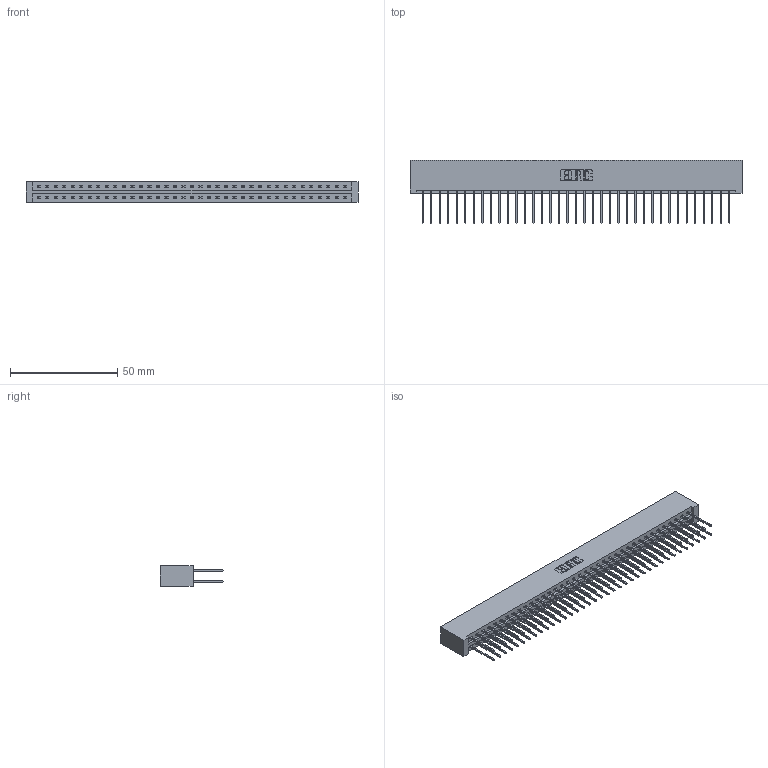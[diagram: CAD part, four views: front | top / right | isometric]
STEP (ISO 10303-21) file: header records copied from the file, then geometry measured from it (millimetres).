
FILE_DESCRIPTION (( 'STEP AP203' ), '1' );
FILE_NAME ('337-074-540-201.STEP', '2019-10-10T03:42:16', ( '' ), ( '' ), 'SwSTEP 2.0', 'SolidWorks 2016', '' );
FILE_SCHEMA (( 'CONFIG_CONTROL_DESIGN' ));
Length unit declared in the file: inch
Products named in the file (3): 337-074-540-201; 337 Part_No Mounting Lugs; 345-292-001_345-293-140
Assembly tree (75 placements, depth 2):
  337-074-540-201
    337 Part_No Mounting Lugs
    345-292-001_345-293-140  x74
Bounding box: 154.48 x 29.47 x 9.4 mm (x, y, z)
Volume: 17255.3 mm3; surface area: 20901.5 mm2
Topology: 75 solids, 75 shells, 4102 faces, 12201 edges, 8034 vertices
Faces by surface type: plane 2878, cylinder 1224
Entity records: 29075 total; most frequent: CARTESIAN_POINT 4902, ORIENTED_EDGE 4838, DIRECTION 4171, EDGE_CURVE 2419, LINE 2299, VECTOR 2299, VERTEX_POINT 1610, AXIS2_PLACEMENT_3D 936
